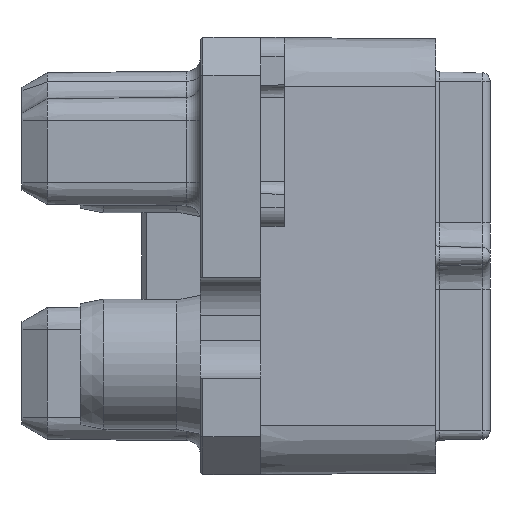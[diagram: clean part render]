
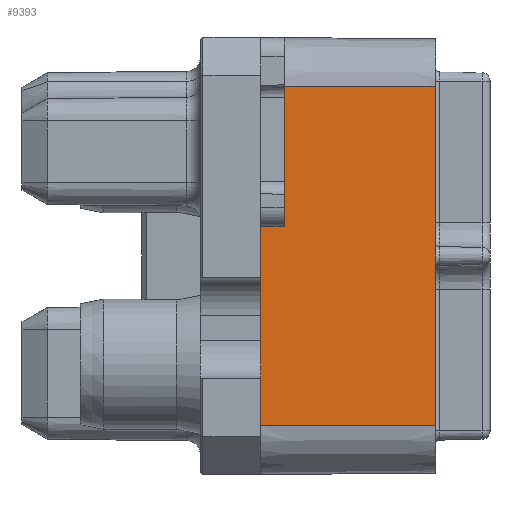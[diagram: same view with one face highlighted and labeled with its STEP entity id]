
A CAD part, left-side view. The second image highlights one B-rep face of the part: STEP entity #9393.
In plain terms, the highlighted planar face has unit normal (-1, -0.009, 0).
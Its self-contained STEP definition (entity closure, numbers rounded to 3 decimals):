
#1818 = DIRECTION ( 'NONE',  ( -0.009, 1., 0. ) ) ;
#2414 = EDGE_LOOP ( 'NONE', ( #6357, #26414, #22642, #27231, #9989, #36922 ) ) ;
#2508 = LINE ( 'NONE', #14438, #4054 ) ;
#3252 = VERTEX_POINT ( 'NONE', #4852 ) ;
#3899 = CARTESIAN_POINT ( 'NONE',  ( -23.078, -2.5, 3.1 ) ) ;
#4054 = VECTOR ( 'NONE', #35000, 1000. ) ;
#4198 = CARTESIAN_POINT ( 'NONE',  ( -23.1, 0., -17.9 ) ) ;
#4450 = DIRECTION ( 'NONE',  ( 0., 0., -1. ) ) ;
#4852 = CARTESIAN_POINT ( 'NONE',  ( -23.078, -2.5, 17.9 ) ) ;
#4999 = CARTESIAN_POINT ( 'NONE',  ( -22.938, -18.52, -17.9 ) ) ;
#5940 = VERTEX_POINT ( 'NONE', #3899 ) ;
#6357 = ORIENTED_EDGE ( 'NONE', *, *, #17957, .T. ) ;
#7186 = VECTOR ( 'NONE', #8028, 1000. ) ;
#8028 = DIRECTION ( 'NONE',  ( 0., 0., 1. ) ) ;
#8802 = VECTOR ( 'NONE', #16244, 1000. ) ;
#9393 = ADVANCED_FACE ( 'NONE', ( #26345 ), #33305, .T. ) ;
#9579 = VERTEX_POINT ( 'NONE', #4198 ) ;
#9989 = ORIENTED_EDGE ( 'NONE', *, *, #11550, .T. ) ;
#10450 = EDGE_CURVE ( 'NONE', #5940, #3252, #24717, .T. ) ;
#10948 = LINE ( 'NONE', #17597, #13482 ) ;
#10958 = CARTESIAN_POINT ( 'NONE',  ( -22.938, -18.52, 23.1 ) ) ;
#11226 = VERTEX_POINT ( 'NONE', #38086 ) ;
#11550 = EDGE_CURVE ( 'NONE', #11226, #3252, #2508, .T. ) ;
#13482 = VECTOR ( 'NONE', #17308, 1000. ) ;
#14339 = AXIS2_PLACEMENT_3D ( 'NONE', #23340, #39878, #26559 ) ;
#14438 = CARTESIAN_POINT ( 'NONE',  ( -23.1, 0., 17.9 ) ) ;
#14983 = VERTEX_POINT ( 'NONE', #29340 ) ;
#16244 = DIRECTION ( 'NONE',  ( 0., 0., -1. ) ) ;
#17308 = DIRECTION ( 'NONE',  ( -0.009, 1., 0. ) ) ;
#17597 = CARTESIAN_POINT ( 'NONE',  ( -23.078, -2.487, 3.1 ) ) ;
#17957 = EDGE_CURVE ( 'NONE', #5940, #14983, #10948, .T. ) ;
#18560 = LINE ( 'NONE', #19690, #8802 ) ;
#19690 = CARTESIAN_POINT ( 'NONE',  ( -23.1, 0., 23.1 ) ) ;
#20162 = EDGE_CURVE ( 'NONE', #37068, #9579, #25212, .T. ) ;
#22642 = ORIENTED_EDGE ( 'NONE', *, *, #20162, .F. ) ;
#23340 = CARTESIAN_POINT ( 'NONE',  ( -23.1, 0., 23.1 ) ) ;
#23453 = VECTOR ( 'NONE', #4450, 1000. ) ;
#24717 = LINE ( 'NONE', #34222, #7186 ) ;
#25212 = LINE ( 'NONE', #31495, #25729 ) ;
#25729 = VECTOR ( 'NONE', #1818, 1000. ) ;
#26345 = FACE_OUTER_BOUND ( 'NONE', #2414, .T. ) ;
#26414 = ORIENTED_EDGE ( 'NONE', *, *, #41490, .T. ) ;
#26559 = DIRECTION ( 'NONE',  ( 0.009, -1., 0. ) ) ;
#27231 = ORIENTED_EDGE ( 'NONE', *, *, #35705, .F. ) ;
#29340 = CARTESIAN_POINT ( 'NONE',  ( -23.1, 0., 3.1 ) ) ;
#31495 = CARTESIAN_POINT ( 'NONE',  ( -23.1, 0., -17.9 ) ) ;
#33305 = PLANE ( 'NONE',  #14339 ) ;
#34222 = CARTESIAN_POINT ( 'NONE',  ( -23.078, -2.5, 17.9 ) ) ;
#35000 = DIRECTION ( 'NONE',  ( -0.009, 1., 0. ) ) ;
#35341 = LINE ( 'NONE', #10958, #23453 ) ;
#35705 = EDGE_CURVE ( 'NONE', #11226, #37068, #35341, .T. ) ;
#36922 = ORIENTED_EDGE ( 'NONE', *, *, #10450, .F. ) ;
#37068 = VERTEX_POINT ( 'NONE', #4999 ) ;
#38086 = CARTESIAN_POINT ( 'NONE',  ( -22.938, -18.52, 17.9 ) ) ;
#39878 = DIRECTION ( 'NONE',  ( -1., -0.009, 0. ) ) ;
#41490 = EDGE_CURVE ( 'NONE', #14983, #9579, #18560, .T. ) ;
